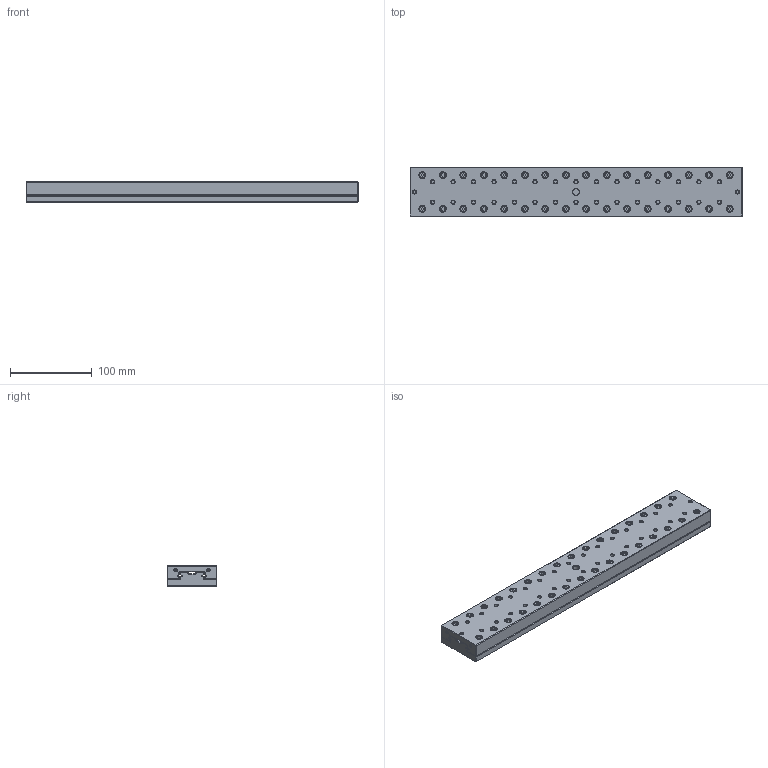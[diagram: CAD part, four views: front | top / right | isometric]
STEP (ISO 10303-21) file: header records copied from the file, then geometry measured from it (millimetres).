
FILE_DESCRIPTION(/* description */ (''),/* implementation_level */ '2;1');
FILE_NAME(/* name */ 'RTA-3400_A.stp',/* time_stamp */ '2012-06-06T09:01:45+02:00',/* author */ (''),/* organization */ (''),/* preprocessor_version */ 'ST-DEVELOPER v11',/* originating_system */ 'SIEMENS PLM Software NX 7.5',/* authorisation */ '');
FILE_SCHEMA (('AUTOMOTIVE_DESIGN { 1 0 10303 214 1 1 1 1 }'));
Length unit declared in the file: millimetre
Products named in the file (1): 015447_A
Bounding box: 405 x 60 x 25 mm (x, y, z)
Volume: 563437.7 mm3; surface area: 156474.4 mm2
Topology: 2 solids, 2 shells, 1395 faces, 3180 edges, 2039 vertices
Faces by surface type: plane 942, cone 223, cylinder 205, extrusion 25
Full cylindrical faces by diameter (mm): 3 x4, 4 x48, 4.3 x8, 4.8 x2, 7 x32, 7.32 x32, 7.8 x72, 8 x1
Entity records: 37153 total; most frequent: CARTESIAN_POINT 7354, DIRECTION 5900, ORIENTED_EDGE 5396, EDGE_CURVE 2698, EDGE_LOOP 2145, AXIS2_PLACEMENT_3D 2000, VERTEX_POINT 1979, VECTOR 1900
